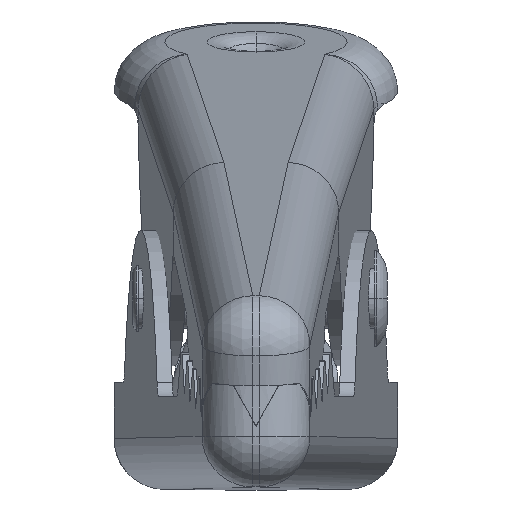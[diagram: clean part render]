
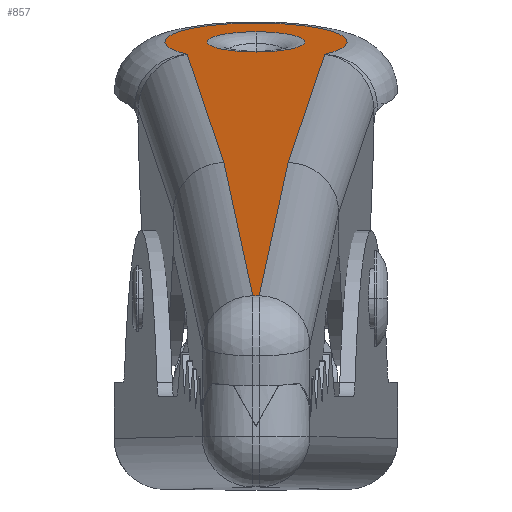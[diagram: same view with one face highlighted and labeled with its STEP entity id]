
A CAD part, top view. The second image highlights one B-rep face of the part: STEP entity #857.
In plain terms, the highlighted face is planar.
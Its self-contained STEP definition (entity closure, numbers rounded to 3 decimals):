
#109 = FACE_BOUND ( 'NONE', #6261, .T. ) ;
#112 = DIRECTION ( 'NONE',  ( -0.07, -0.208, -0.976 ) ) ;
#137 = AXIS2_PLACEMENT_3D ( 'NONE', #3838, #9412, #4622 ) ;
#196 = ORIENTED_EDGE ( 'NONE', *, *, #8783, .T. ) ;
#443 = EDGE_CURVE ( 'NONE', #6555, #9896, #2580, .T. ) ;
#510 = EDGE_CURVE ( 'NONE', #6156, #1052, #6325, .T. ) ;
#621 = DIRECTION ( 'NONE',  ( 0., -0.209, -0.978 ) ) ;
#646 = DIRECTION ( 'NONE',  ( -1., 0., 0. ) ) ;
#857 = ADVANCED_FACE ( 'NONE', ( #109, #4554 ), #9459, .F. ) ;
#1052 = VERTEX_POINT ( 'NONE', #2849 ) ;
#1114 = CARTESIAN_POINT ( 'NONE',  ( -1.357, 8.598, 5.652 ) ) ;
#1300 = LINE ( 'NONE', #1660, #9519 ) ;
#1536 = DIRECTION ( 'NONE',  ( 0., -0.978, 0.209 ) ) ;
#1557 = VECTOR ( 'NONE', #646, 1000. ) ;
#1618 = CARTESIAN_POINT ( 'NONE',  ( 0., 8.644, 5.867 ) ) ;
#1660 = CARTESIAN_POINT ( 'NONE',  ( -0.308, 3.634, -17.608 ) ) ;
#1800 = LINE ( 'NONE', #3046, #1557 ) ;
#1842 = EDGE_CURVE ( 'NONE', #9896, #6555, #2074, .T. ) ;
#2053 = AXIS2_PLACEMENT_3D ( 'NONE', #7854, #1536, #7104 ) ;
#2074 = CIRCLE ( 'NONE', #9452, 0.964 ) ;
#2329 = CARTESIAN_POINT ( 'NONE',  ( -0.064, 3.794, -16.856 ) ) ;
#2425 = CARTESIAN_POINT ( 'NONE',  ( 1.357, 8.598, 5.652 ) ) ;
#2545 = ORIENTED_EDGE ( 'NONE', *, *, #5709, .T. ) ;
#2580 = CIRCLE ( 'NONE', #5096, 0.964 ) ;
#2619 = VERTEX_POINT ( 'NONE', #1114 ) ;
#2773 = DIRECTION ( 'NONE',  ( -0.045, 0.209, 0.977 ) ) ;
#2849 = CARTESIAN_POINT ( 'NONE',  ( 0.064, 3.794, -16.856 ) ) ;
#3036 = EDGE_CURVE ( 'NONE', #6753, #6156, #1300, .T. ) ;
#3046 = CARTESIAN_POINT ( 'NONE',  ( 3., 3.794, -16.856 ) ) ;
#3182 = EDGE_CURVE ( 'NONE', #3257, #2619, #9014, .T. ) ;
#3222 = DIRECTION ( 'NONE',  ( 0., -0.978, 0.209 ) ) ;
#3257 = VERTEX_POINT ( 'NONE', #3485 ) ;
#3328 = CARTESIAN_POINT ( 'NONE',  ( 0.025, 3.614, -17.703 ) ) ;
#3485 = CARTESIAN_POINT ( 'NONE',  ( -0.634, 6.443, -4.446 ) ) ;
#3590 = CARTESIAN_POINT ( 'NONE',  ( 0., 9.047, 7.753 ) ) ;
#3838 = CARTESIAN_POINT ( 'NONE',  ( 0., 8.845, 6.81 ) ) ;
#3954 = ORIENTED_EDGE ( 'NONE', *, *, #443, .T. ) ;
#4513 = VECTOR ( 'NONE', #4941, 1000. ) ;
#4554 = FACE_OUTER_BOUND ( 'NONE', #7614, .T. ) ;
#4622 = DIRECTION ( 'NONE',  ( 0., -0.209, -0.978 ) ) ;
#4829 = ORIENTED_EDGE ( 'NONE', *, *, #510, .T. ) ;
#4941 = DIRECTION ( 'NONE',  ( -0.07, 0.208, 0.976 ) ) ;
#5096 = AXIS2_PLACEMENT_3D ( 'NONE', #8000, #3222, #8808 ) ;
#5370 = DIRECTION ( 'NONE',  ( 0., -0.978, 0.209 ) ) ;
#5382 = ORIENTED_EDGE ( 'NONE', *, *, #3036, .T. ) ;
#5577 = CARTESIAN_POINT ( 'NONE',  ( 0.634, 6.443, -4.446 ) ) ;
#5709 = EDGE_CURVE ( 'NONE', #8160, #3257, #6749, .T. ) ;
#6156 = VERTEX_POINT ( 'NONE', #5577 ) ;
#6261 = EDGE_LOOP ( 'NONE', ( #8605, #3954 ) ) ;
#6325 = LINE ( 'NONE', #3328, #8686 ) ;
#6555 = VERTEX_POINT ( 'NONE', #3590 ) ;
#6749 = LINE ( 'NONE', #7543, #8617 ) ;
#6753 = VERTEX_POINT ( 'NONE', #2425 ) ;
#7104 = DIRECTION ( 'NONE',  ( 0., -0.209, -0.978 ) ) ;
#7176 = EDGE_CURVE ( 'NONE', #2619, #6753, #7238, .T. ) ;
#7238 = CIRCLE ( 'NONE', #137, 1.801 ) ;
#7260 = ORIENTED_EDGE ( 'NONE', *, *, #7176, .T. ) ;
#7355 = CARTESIAN_POINT ( 'NONE',  ( 0.337, 3.547, -18.016 ) ) ;
#7543 = CARTESIAN_POINT ( 'NONE',  ( -0.013, 3.557, -17.966 ) ) ;
#7614 = EDGE_LOOP ( 'NONE', ( #7260, #5382, #4829, #196, #2545, #8031 ) ) ;
#7854 = CARTESIAN_POINT ( 'NONE',  ( 3., 3.586, -17.834 ) ) ;
#8000 = CARTESIAN_POINT ( 'NONE',  ( 0., 8.845, 6.81 ) ) ;
#8031 = ORIENTED_EDGE ( 'NONE', *, *, #3182, .T. ) ;
#8160 = VERTEX_POINT ( 'NONE', #2329 ) ;
#8605 = ORIENTED_EDGE ( 'NONE', *, *, #1842, .T. ) ;
#8617 = VECTOR ( 'NONE', #2773, 1000. ) ;
#8686 = VECTOR ( 'NONE', #8907, 1000. ) ;
#8783 = EDGE_CURVE ( 'NONE', #1052, #8160, #1800, .T. ) ;
#8808 = DIRECTION ( 'NONE',  ( 0., -0.209, -0.978 ) ) ;
#8907 = DIRECTION ( 'NONE',  ( -0.045, -0.209, -0.977 ) ) ;
#9014 = LINE ( 'NONE', #7355, #4513 ) ;
#9412 = DIRECTION ( 'NONE',  ( 0., 0.978, -0.209 ) ) ;
#9452 = AXIS2_PLACEMENT_3D ( 'NONE', #10158, #5370, #621 ) ;
#9459 = PLANE ( 'NONE',  #2053 ) ;
#9519 = VECTOR ( 'NONE', #112, 1000. ) ;
#9896 = VERTEX_POINT ( 'NONE', #1618 ) ;
#10158 = CARTESIAN_POINT ( 'NONE',  ( 0., 8.845, 6.81 ) ) ;
